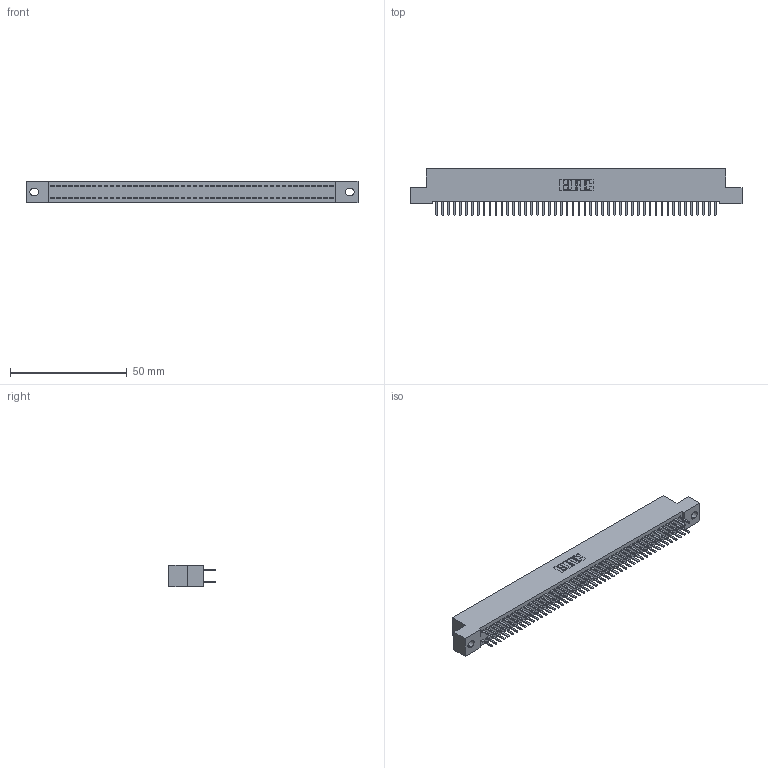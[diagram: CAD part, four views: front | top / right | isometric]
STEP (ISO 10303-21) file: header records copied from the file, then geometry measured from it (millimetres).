
FILE_DESCRIPTION (( 'STEP AP203' ), '1' );
FILE_NAME ('392-096-520-202.STEP', '2019-10-09T19:40:14', ( '' ), ( '' ), 'SwSTEP 2.0', 'SolidWorks 2016', '' );
FILE_SCHEMA (( 'CONFIG_CONTROL_DESIGN' ));
Length unit declared in the file: inch
Products named in the file (3): 342 Part_.128 Slot; 345-292-001_345-293-120; 392-096-520-202
Assembly tree (97 placements, depth 2):
  392-096-520-202
    342 Part_.128 Slot
    345-292-001_345-293-120  x96
Bounding box: 142.24 x 20.02 x 9.4 mm (x, y, z)
Volume: 12714.3 mm3; surface area: 20503.5 mm2
Topology: 97 solids, 97 shells, 5490 faces, 15959 edges, 10382 vertices
Faces by surface type: plane 3718, cylinder 1772
Entity records: 30221 total; most frequent: CARTESIAN_POINT 5014, ORIENTED_EDGE 4938, DIRECTION 4261, EDGE_CURVE 2469, LINE 2337, VECTOR 2337, VERTEX_POINT 1642, AXIS2_PLACEMENT_3D 962
